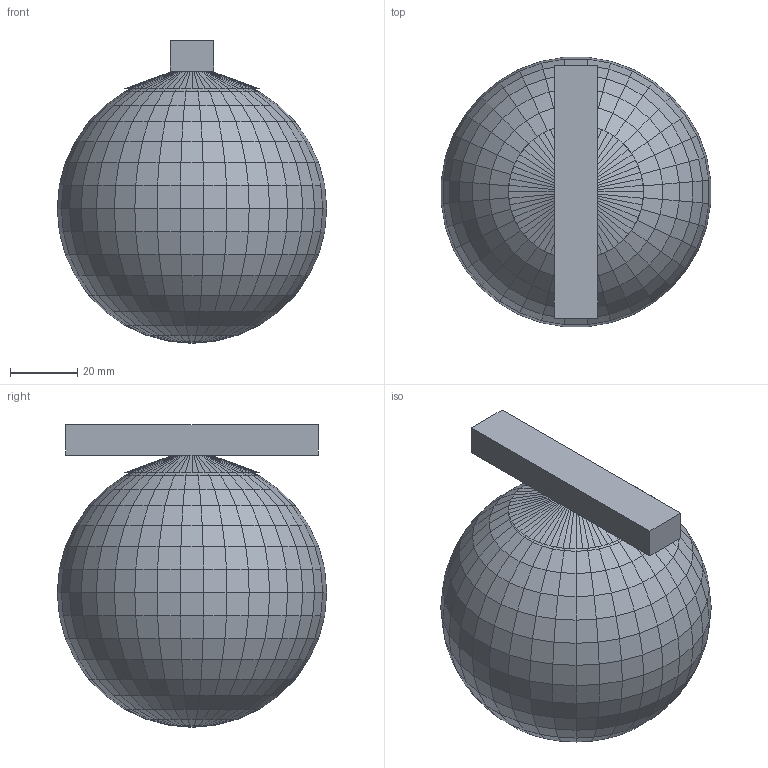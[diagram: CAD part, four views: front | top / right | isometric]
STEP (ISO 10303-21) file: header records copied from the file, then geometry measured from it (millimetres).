
FILE_DESCRIPTION(/* description */ ('This is a sample STEP configuration'),/* implementation_level */ '2;1');
FILE_NAME(/* name */ '708-016020xxxxxx SIMPLE.ipt_Rev_00.stp',/* time_stamp */ '2023-12-06T13:00:58+01:00',/* author */ ('powerJobs'),/* organization */ ('coolOrange'),/* preprocessor_version */ 'ST-DEVELOPER v19.2',/* originating_system */ 'Autodesk Inventor 2023',/* authorisation */ '');
FILE_SCHEMA (('AUTOMOTIVE_DESIGN { 1 0 10303 214 3 1 1 }'));
Length unit declared in the file: millimetre
Products named in the file (1): ENG000032371
Bounding box: 80 x 80 x 89.8 mm (x, y, z)
Volume: 276177.9 mm3; surface area: 23863.2 mm2
Topology: 1 solids, 1 shells, 647 faces, 1356 edges, 713 vertices
Faces by surface type: plane 647
Entity records: 16149 total; most frequent: CARTESIAN_POINT 2717, ORIENTED_EDGE 2712, DIRECTION 2652, LINE 1356, VECTOR 1356, EDGE_CURVE 1356, VERTEX_POINT 713, EDGE_LOOP 649
